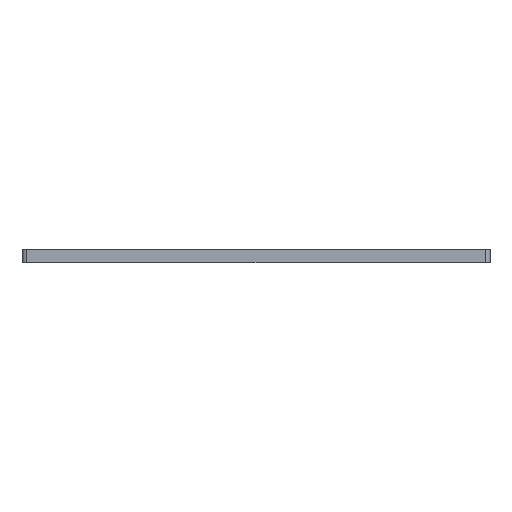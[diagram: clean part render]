
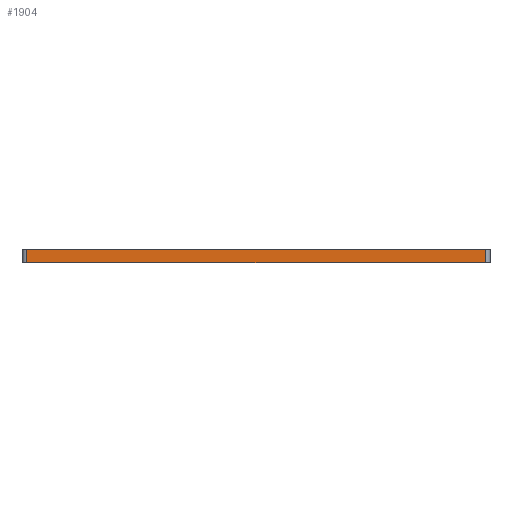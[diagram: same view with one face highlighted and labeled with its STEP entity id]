
A CAD part, front view. The second image highlights one B-rep face of the part: STEP entity #1904.
In plain terms, the highlighted planar face has unit normal (0, -1, 0).
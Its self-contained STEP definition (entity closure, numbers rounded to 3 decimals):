
#318=CARTESIAN_POINT('',(92.833,-49.036,20.6));
#319=VERTEX_POINT('',#318);
#320=CARTESIAN_POINT('',(194.653,-49.036,20.6));
#321=VERTEX_POINT('',#320);
#322=CARTESIAN_POINT('',(92.833,-49.036,20.6));
#323=DIRECTION('',(1.,-0.,0.));
#324=VECTOR('',#323,101.82);
#325=LINE('',#322,#324);
#326=EDGE_CURVE('',#319,#321,#325,.T.);
#1685=CARTESIAN_POINT('',(194.653,-49.036,17.6));
#1686=VERTEX_POINT('',#1685);
#1694=CARTESIAN_POINT('',(92.833,-49.036,17.6));
#1695=VERTEX_POINT('',#1694);
#1696=CARTESIAN_POINT('',(92.833,-49.036,17.6));
#1697=DIRECTION('',(1.,-0.,0.));
#1698=VECTOR('',#1697,101.82);
#1699=LINE('',#1696,#1698);
#1700=EDGE_CURVE('',#1695,#1686,#1699,.T.);
#1883=CARTESIAN_POINT('',(143.743,-49.036,20.6));
#1884=DIRECTION('',(0.,1.,0.));
#1885=DIRECTION('',(-1.,0.,0.));
#1886=AXIS2_PLACEMENT_3D('',#1883,#1884,#1885);
#1887=PLANE('',#1886);
#1888=ORIENTED_EDGE('',*,*,#1700,.T.);
#1889=CARTESIAN_POINT('',(194.653,-49.036,17.6));
#1890=DIRECTION('',(-0.,-0.,1.));
#1891=VECTOR('',#1890,3.);
#1892=LINE('',#1889,#1891);
#1893=EDGE_CURVE('',#1686,#321,#1892,.T.);
#1894=ORIENTED_EDGE('',*,*,#1893,.T.);
#1895=ORIENTED_EDGE('',*,*,#326,.F.);
#1896=CARTESIAN_POINT('',(92.833,-49.036,20.6));
#1897=DIRECTION('',(0.,0.,-1.));
#1898=VECTOR('',#1897,3.);
#1899=LINE('',#1896,#1898);
#1900=EDGE_CURVE('',#319,#1695,#1899,.T.);
#1901=ORIENTED_EDGE('',*,*,#1900,.T.);
#1902=EDGE_LOOP('',(#1888,#1894,#1895,#1901));
#1903=FACE_BOUND('',#1902,.T.);
#1904=ADVANCED_FACE('',(#1903),#1887,.F.);
